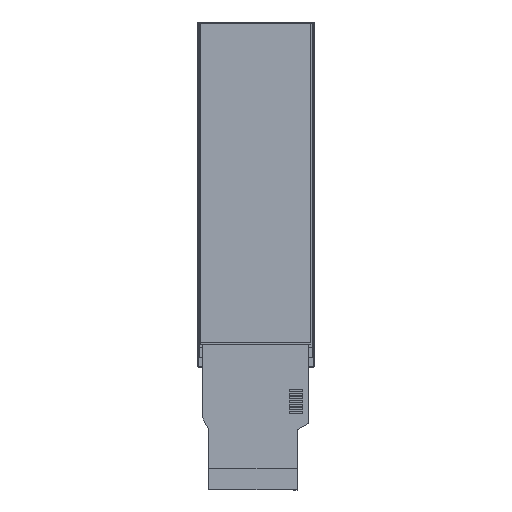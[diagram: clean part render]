
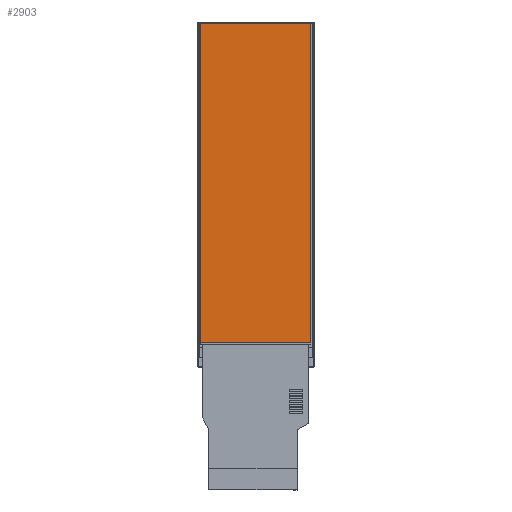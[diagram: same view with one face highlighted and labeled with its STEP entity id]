
A CAD part, top view. The second image highlights one B-rep face of the part: STEP entity #2903.
In plain terms, the highlighted face is planar.
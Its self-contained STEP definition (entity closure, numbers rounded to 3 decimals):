
#124=FACE_OUTER_BOUND('',#250,.T.);
#250=EDGE_LOOP('',(#2142,#2143,#2144,#2145));
#317=LINE('',#3741,#716);
#318=LINE('',#3743,#717);
#324=LINE('',#3754,#723);
#454=LINE('',#4711,#853);
#716=VECTOR('',#3103,1000.);
#717=VECTOR('',#3104,1000.);
#723=VECTOR('',#3110,1000.);
#853=VECTOR('',#3346,1000.);
#1115=VERTEX_POINT('',#3739);
#1116=VERTEX_POINT('',#3740);
#1117=VERTEX_POINT('',#3742);
#1122=VERTEX_POINT('',#3752);
#1417=EDGE_CURVE('',#1115,#1116,#317,.T.);
#1418=EDGE_CURVE('',#1116,#1117,#318,.T.);
#1424=EDGE_CURVE('',#1122,#1115,#324,.T.);
#1570=EDGE_CURVE('',#1122,#1117,#454,.T.);
#2142=ORIENTED_EDGE('',*,*,#1418,.F.);
#2143=ORIENTED_EDGE('',*,*,#1417,.F.);
#2144=ORIENTED_EDGE('',*,*,#1424,.F.);
#2145=ORIENTED_EDGE('',*,*,#1570,.T.);
#2711=PLANE('',#3036);
#2903=ADVANCED_FACE('',(#124),#2711,.T.);
#3036=AXIS2_PLACEMENT_3D('',#4718,#3356,#3357);
#3103=DIRECTION('',(0.,1.,0.));
#3104=DIRECTION('',(-1.,0.,0.));
#3110=DIRECTION('',(1.,0.,0.));
#3346=DIRECTION('',(0.,1.,0.));
#3356=DIRECTION('center_axis',(0.,0.,-1.));
#3357=DIRECTION('ref_axis',(-1.,0.,0.));
#3739=CARTESIAN_POINT('',(12.76,-34.36,-1.72));
#3740=CARTESIAN_POINT('',(12.76,39.64,-1.72));
#3741=CARTESIAN_POINT('',(12.76,0.,-1.72));
#3742=CARTESIAN_POINT('',(-12.74,39.64,-1.72));
#3743=CARTESIAN_POINT('',(0.,39.64,-1.72));
#3752=CARTESIAN_POINT('',(-12.74,-34.36,-1.72));
#3754=CARTESIAN_POINT('',(0.,-34.36,-1.72));
#4711=CARTESIAN_POINT('',(-12.74,39.69,-1.72));
#4718=CARTESIAN_POINT('Origin',(0.,0.,-1.72));
